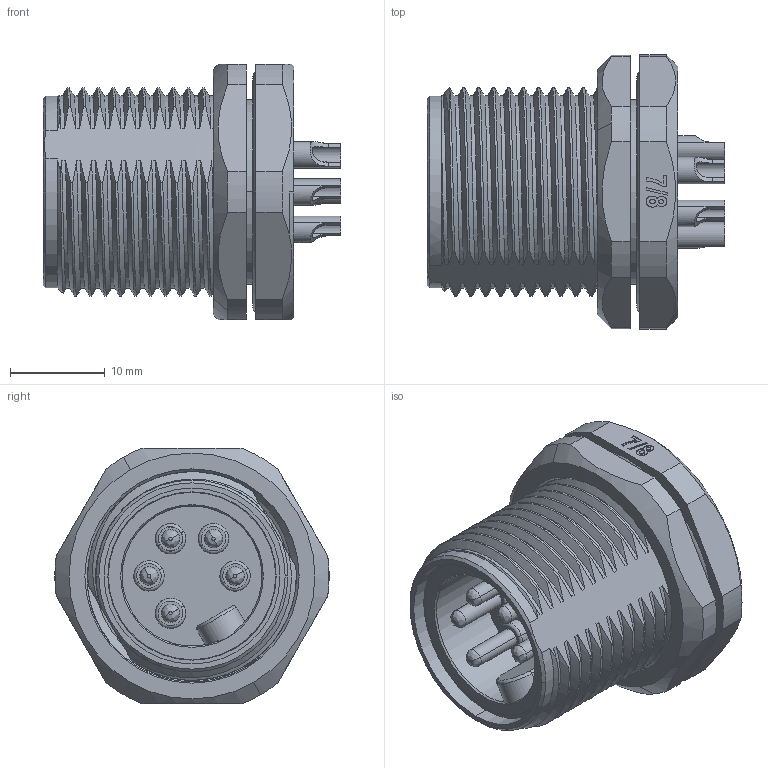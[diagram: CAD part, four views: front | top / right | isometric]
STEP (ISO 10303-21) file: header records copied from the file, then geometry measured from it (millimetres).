
FILE_DESCRIPTION((''),'2;1');
FILE_NAME('3D_1680053131502_7_8-M05-BKR-7_','2024-03-20T',('13288'),(''),'PRO/ENGINEER BY PARAMETRIC TECHNOLOGY CORPORATION, 2012480','PRO/ENGINEER BY PARAMETRIC TECHNOLOGY CORPORATION, 2012480','');
FILE_SCHEMA(('CONFIG_CONTROL_DESIGN'));
Length unit declared in the file: millimetre
Products named in the file (1): 3D_1680053131502_7_8-M05-BKR-7_
Bounding box: 31.5 x 29 x 27 mm (x, y, z)
Volume: 9534.7 mm3; surface area: 6810.3 mm2
Topology: 1 solids, 2 shells, 362 faces, 1074 edges, 724 vertices
Faces by surface type: cylinder 138, bspline 78, plane 71, extrusion 35, cone 25, torus 15
Entity records: 18471 total; most frequent: CARTESIAN_POINT 9594, ORIENTED_EDGE 2128, DIRECTION 1421, EDGE_CURVE 1064, VERTEX_POINT 724, AXIS2_PLACEMENT_3D 526, B_SPLINE_CURVE_WITH_KNOTS 488, EDGE_LOOP 392
